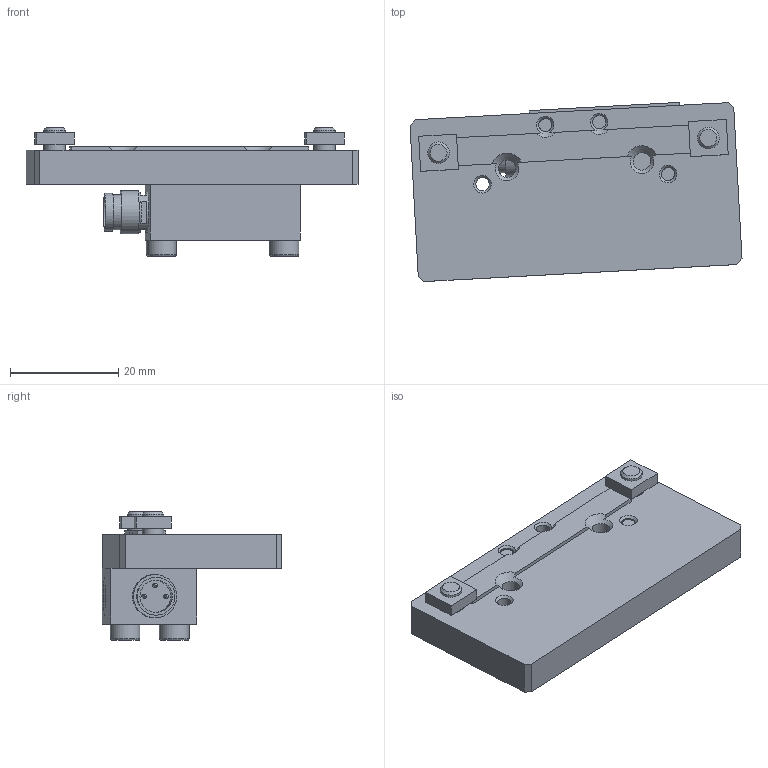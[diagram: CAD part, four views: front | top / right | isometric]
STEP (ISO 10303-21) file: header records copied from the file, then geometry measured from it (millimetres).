
FILE_DESCRIPTION(/* description */ (''),/* implementation_level */ '2;1');
FILE_NAME(/* name */ 'CAD_40680.stp',/* time_stamp */ '2016-04-16T12:10:38+02:00',/* author */ ('Hypex'),/* organization */ ('Hypex'),/* preprocessor_version */ 'ST-DEVELOPER v16.1',/* originating_system */ 'Autodesk Inventor 2016',/* authorisation */ '');
FILE_SCHEMA (('AUTOMOTIVE_DESIGN { 1 0 10303 214 3 1 1 }'));
Length unit declared in the file: millimetre
Products named in the file (1): CAD_40680
Bounding box: 61.44 x 33.17 x 23.8 mm (x, y, z)
Volume: 16248.4 mm3; surface area: 7415.5 mm2
Topology: 1 solids, 3 shells, 170 faces, 394 edges, 254 vertices
Faces by surface type: plane 103, cylinder 33, cone 24, torus 7, bspline 3
Full cylindrical faces by diameter (mm): 0.7 x3, 2.459 x4, 3 x2, 3.242 x2, 4 x4, 4.5 x2, 5.5 x2, 6 x1, 6.5 x1, 7 x4, 7.5 x1, 8 x3
Entity records: 4562 total; most frequent: CARTESIAN_POINT 878, DIRECTION 720, ORIENTED_EDGE 614, EDGE_CURVE 307, AXIS2_PLACEMENT_3D 284, EDGE_LOOP 263, VERTEX_POINT 228, STYLED_ITEM 171
